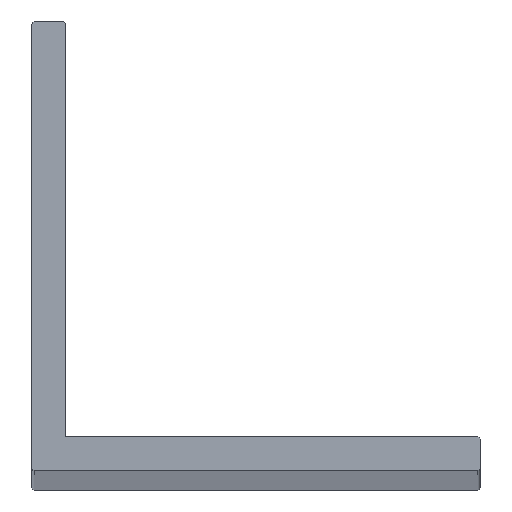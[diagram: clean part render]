
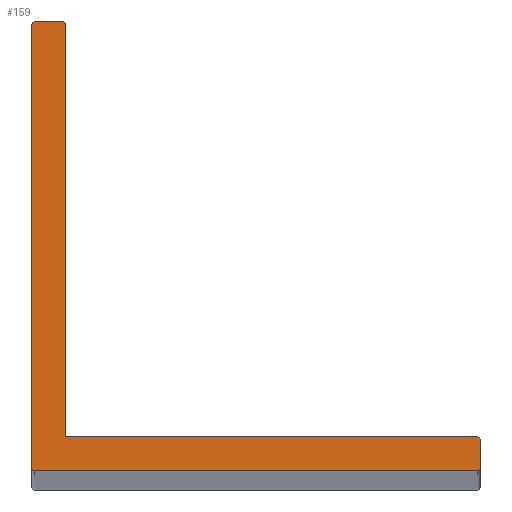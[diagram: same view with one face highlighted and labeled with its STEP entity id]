
A CAD part, top view. The second image highlights one B-rep face of the part: STEP entity #159.
In plain terms, the highlighted planar face has unit normal (0, 0, 1).
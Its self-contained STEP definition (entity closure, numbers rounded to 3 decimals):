
#7 = DIRECTION ( 'NONE',  ( -1., 0., 0. ) ) ;
#12 = VERTEX_POINT ( 'NONE', #30 ) ;
#14 = EDGE_CURVE ( 'NONE', #107, #120, #246, .T. ) ;
#24 = LINE ( 'NONE', #197, #184 ) ;
#28 = DIRECTION ( 'NONE',  ( 0., 0., 1. ) ) ;
#30 = CARTESIAN_POINT ( 'NONE',  ( 40., 0.2, 1000. ) ) ;
#37 = DIRECTION ( 'NONE',  ( 0., 0., -1. ) ) ;
#40 = DIRECTION ( 'NONE',  ( -1., 0., 0. ) ) ;
#46 = VECTOR ( 'NONE', #376, 1000. ) ;
#57 = CARTESIAN_POINT ( 'NONE',  ( 39.8, 0., 1000. ) ) ;
#60 = DIRECTION ( 'NONE',  ( -1., 0., 0. ) ) ;
#63 = VECTOR ( 'NONE', #369, 1000. ) ;
#66 = DIRECTION ( 'NONE',  ( -1., 0., 0. ) ) ;
#67 = DIRECTION ( 'NONE',  ( 0., 0., 1. ) ) ;
#68 = EDGE_CURVE ( 'NONE', #139, #335, #320, .T. ) ;
#80 = ORIENTED_EDGE ( 'NONE', *, *, #243, .T. ) ;
#83 = CARTESIAN_POINT ( 'NONE',  ( 40., 3., 1000. ) ) ;
#86 = LINE ( 'NONE', #305, #130 ) ;
#88 = CARTESIAN_POINT ( 'NONE',  ( 39.8, 0.2, 1000. ) ) ;
#94 = DIRECTION ( 'NONE',  ( 0., 0., 1. ) ) ;
#103 = AXIS2_PLACEMENT_3D ( 'NONE', #88, #94, #371 ) ;
#107 = VERTEX_POINT ( 'NONE', #244 ) ;
#120 = VERTEX_POINT ( 'NONE', #256 ) ;
#124 = CARTESIAN_POINT ( 'NONE',  ( 0.2, 0., 1000. ) ) ;
#130 = VECTOR ( 'NONE', #155, 1000. ) ;
#139 = VERTEX_POINT ( 'NONE', #290 ) ;
#149 = CIRCLE ( 'NONE', #103, 0.2 ) ;
#155 = DIRECTION ( 'NONE',  ( 0., -1., 0. ) ) ;
#159 = ADVANCED_FACE ( 'NONE', ( #394 ), #359, .F. ) ;
#160 = VERTEX_POINT ( 'NONE', #219 ) ;
#161 = LINE ( 'NONE', #339, #365 ) ;
#162 = ORIENTED_EDGE ( 'NONE', *, *, #234, .F. ) ;
#165 = EDGE_CURVE ( 'NONE', #160, #294, #327, .T. ) ;
#166 = DIRECTION ( 'NONE',  ( 1., 0., 0. ) ) ;
#176 = AXIS2_PLACEMENT_3D ( 'NONE', #182, #37, #40 ) ;
#179 = DIRECTION ( 'NONE',  ( 0., 0., 1. ) ) ;
#182 = CARTESIAN_POINT ( 'NONE',  ( 0., 0., 1000. ) ) ;
#184 = VECTOR ( 'NONE', #166, 1000. ) ;
#187 = ORIENTED_EDGE ( 'NONE', *, *, #14, .T. ) ;
#197 = CARTESIAN_POINT ( 'NONE',  ( 0., 3., 1000. ) ) ;
#202 = ORIENTED_EDGE ( 'NONE', *, *, #342, .T. ) ;
#204 = AXIS2_PLACEMENT_3D ( 'NONE', #458, #67, #272 ) ;
#215 = DIRECTION ( 'NONE',  ( 1., 0., 0. ) ) ;
#216 = VECTOR ( 'NONE', #215, 1000. ) ;
#219 = CARTESIAN_POINT ( 'NONE',  ( 0., 0.2, 1000. ) ) ;
#220 = CARTESIAN_POINT ( 'NONE',  ( 40., 2.8, 1000. ) ) ;
#223 = EDGE_CURVE ( 'NONE', #294, #240, #161, .T. ) ;
#233 = CARTESIAN_POINT ( 'NONE',  ( 3., 0., 1000. ) ) ;
#234 = EDGE_CURVE ( 'NONE', #107, #237, #268, .T. ) ;
#236 = CARTESIAN_POINT ( 'NONE',  ( 39.8, 2.8, 1000. ) ) ;
#237 = VERTEX_POINT ( 'NONE', #408 ) ;
#240 = VERTEX_POINT ( 'NONE', #57 ) ;
#241 = ORIENTED_EDGE ( 'NONE', *, *, #270, .F. ) ;
#243 = EDGE_CURVE ( 'NONE', #412, #259, #315, .T. ) ;
#244 = CARTESIAN_POINT ( 'NONE',  ( 3., 39.8, 1000. ) ) ;
#246 = CIRCLE ( 'NONE', #204, 0.2 ) ;
#254 = ORIENTED_EDGE ( 'NONE', *, *, #223, .T. ) ;
#256 = CARTESIAN_POINT ( 'NONE',  ( 2.8, 40., 1000. ) ) ;
#259 = VERTEX_POINT ( 'NONE', #411 ) ;
#268 = LINE ( 'NONE', #233, #46 ) ;
#270 = EDGE_CURVE ( 'NONE', #237, #259, #24, .T. ) ;
#272 = DIRECTION ( 'NONE',  ( -1., 0., 0. ) ) ;
#279 = EDGE_CURVE ( 'NONE', #240, #12, #149, .T. ) ;
#290 = CARTESIAN_POINT ( 'NONE',  ( 0.2, 40., 1000. ) ) ;
#292 = AXIS2_PLACEMENT_3D ( 'NONE', #313, #420, #66 ) ;
#294 = VERTEX_POINT ( 'NONE', #124 ) ;
#305 = CARTESIAN_POINT ( 'NONE',  ( 0., 0., 1000. ) ) ;
#313 = CARTESIAN_POINT ( 'NONE',  ( 0.2, 39.8, 1000. ) ) ;
#315 = CIRCLE ( 'NONE', #388, 0.2 ) ;
#320 = CIRCLE ( 'NONE', #292, 0.2 ) ;
#327 = CIRCLE ( 'NONE', #461, 0.2 ) ;
#335 = VERTEX_POINT ( 'NONE', #375 ) ;
#339 = CARTESIAN_POINT ( 'NONE',  ( 0., 0., 1000. ) ) ;
#342 = EDGE_CURVE ( 'NONE', #335, #160, #86, .T. ) ;
#349 = EDGE_CURVE ( 'NONE', #412, #12, #405, .T. ) ;
#355 = ORIENTED_EDGE ( 'NONE', *, *, #165, .T. ) ;
#359 = PLANE ( 'NONE',  #176 ) ;
#360 = CARTESIAN_POINT ( 'NONE',  ( 0., 40., 1000. ) ) ;
#363 = LINE ( 'NONE', #360, #216 ) ;
#365 = VECTOR ( 'NONE', #414, 1000. ) ;
#367 = ORIENTED_EDGE ( 'NONE', *, *, #415, .F. ) ;
#369 = DIRECTION ( 'NONE',  ( 0., -1., 0. ) ) ;
#371 = DIRECTION ( 'NONE',  ( -1., 0., 0. ) ) ;
#375 = CARTESIAN_POINT ( 'NONE',  ( 0., 39.8, 1000. ) ) ;
#376 = DIRECTION ( 'NONE',  ( 0., -1., 0. ) ) ;
#384 = EDGE_LOOP ( 'NONE', ( #254, #464, #404, #80, #241, #162, #187, #367, #463, #202, #355 ) ) ;
#388 = AXIS2_PLACEMENT_3D ( 'NONE', #236, #28, #60 ) ;
#394 = FACE_OUTER_BOUND ( 'NONE', #384, .T. ) ;
#404 = ORIENTED_EDGE ( 'NONE', *, *, #349, .F. ) ;
#405 = LINE ( 'NONE', #83, #63 ) ;
#408 = CARTESIAN_POINT ( 'NONE',  ( 3., 3., 1000. ) ) ;
#411 = CARTESIAN_POINT ( 'NONE',  ( 39.8, 3., 1000. ) ) ;
#412 = VERTEX_POINT ( 'NONE', #220 ) ;
#414 = DIRECTION ( 'NONE',  ( 1., 0., 0. ) ) ;
#415 = EDGE_CURVE ( 'NONE', #139, #120, #363, .T. ) ;
#420 = DIRECTION ( 'NONE',  ( 0., 0., 1. ) ) ;
#433 = CARTESIAN_POINT ( 'NONE',  ( 0.2, 0.2, 1000. ) ) ;
#458 = CARTESIAN_POINT ( 'NONE',  ( 2.8, 39.8, 1000. ) ) ;
#461 = AXIS2_PLACEMENT_3D ( 'NONE', #433, #179, #7 ) ;
#463 = ORIENTED_EDGE ( 'NONE', *, *, #68, .T. ) ;
#464 = ORIENTED_EDGE ( 'NONE', *, *, #279, .T. ) ;
